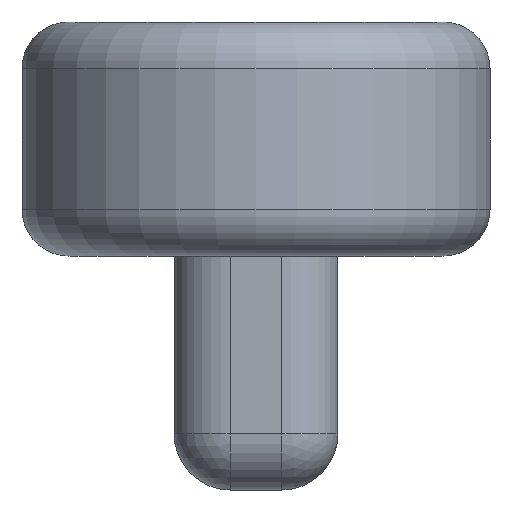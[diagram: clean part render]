
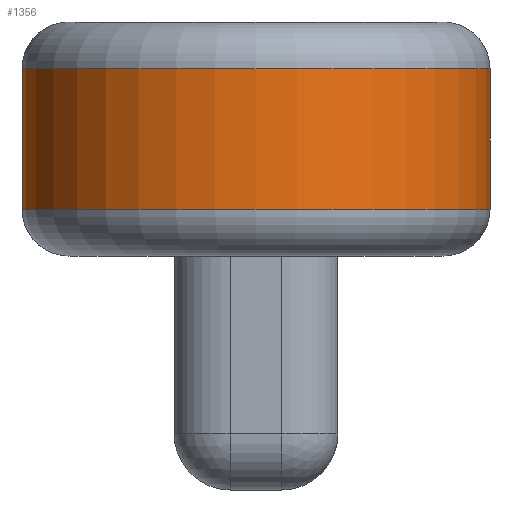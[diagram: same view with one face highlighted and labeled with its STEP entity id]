
A CAD part, front view. The second image highlights one B-rep face of the part: STEP entity #1356.
In plain terms, the highlighted cylindrical face has radius 5 mm (diameter 10 mm), a partial arc.
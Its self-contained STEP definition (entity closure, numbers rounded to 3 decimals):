
#45 = TOROIDAL_SURFACE('',#46,4.,1.);
#46 = AXIS2_PLACEMENT_3D('',#47,#48,#49);
#47 = CARTESIAN_POINT('',(-47.5,-23.625,-3.5));
#48 = DIRECTION('',(0.,-0.,1.));
#49 = DIRECTION('',(1.,0.,0.));
#494 = VERTEX_POINT('',#495);
#495 = CARTESIAN_POINT('',(-42.5,-23.625,-3.5));
#517 = VERTEX_POINT('',#518);
#518 = CARTESIAN_POINT('',(-52.5,-23.625,-3.5));
#538 = EDGE_CURVE('',#494,#517,#539,.T.);
#539 = SURFACE_CURVE('',#540,(#545,#552),.PCURVE_S1.);
#540 = CIRCLE('',#541,5.);
#541 = AXIS2_PLACEMENT_3D('',#542,#543,#544);
#542 = CARTESIAN_POINT('',(-47.5,-23.625,-3.5));
#543 = DIRECTION('',(0.,0.,-1.));
#544 = DIRECTION('',(1.,0.,0.));
#545 = PCURVE('',#45,#546);
#546 = DEFINITIONAL_REPRESENTATION('',(#547),#551);
#547 = LINE('',#548,#549);
#548 = CARTESIAN_POINT('',(-0.,6.283));
#549 = VECTOR('',#550,1.);
#550 = DIRECTION('',(-1.,0.));
#551 = ( GEOMETRIC_REPRESENTATION_CONTEXT(2) 
PARAMETRIC_REPRESENTATION_CONTEXT() REPRESENTATION_CONTEXT('2D SPACE',''
  ) );
#552 = PCURVE('',#553,#558);
#553 = CYLINDRICAL_SURFACE('',#554,5.);
#554 = AXIS2_PLACEMENT_3D('',#555,#556,#557);
#555 = CARTESIAN_POINT('',(-47.5,-23.625,0.5));
#556 = DIRECTION('',(0.,-0.,1.));
#557 = DIRECTION('',(-1.,0.,0.));
#558 = DEFINITIONAL_REPRESENTATION('',(#559),#563);
#559 = LINE('',#560,#561);
#560 = CARTESIAN_POINT('',(-3.142,-4.));
#561 = VECTOR('',#562,1.);
#562 = DIRECTION('',(-1.,0.));
#563 = ( GEOMETRIC_REPRESENTATION_CONTEXT(2) 
PARAMETRIC_REPRESENTATION_CONTEXT() REPRESENTATION_CONTEXT('2D SPACE',''
  ) );
#604 = PLANE('',#605);
#605 = AXIS2_PLACEMENT_3D('',#606,#607,#608);
#606 = CARTESIAN_POINT('',(-42.5,71.625,0.5));
#607 = DIRECTION('',(-1.,0.,0.));
#608 = DIRECTION('',(0.,-1.,0.));
#638 = PLANE('',#639);
#639 = AXIS2_PLACEMENT_3D('',#640,#641,#642);
#640 = CARTESIAN_POINT('',(-52.5,71.625,0.5));
#641 = DIRECTION('',(-1.,0.,0.));
#642 = DIRECTION('',(0.,-1.,0.));
#1356 = ADVANCED_FACE('',(#1357),#553,.T.);
#1357 = FACE_BOUND('',#1358,.F.);
#1358 = EDGE_LOOP('',(#1359,#1382,#1383,#1406));
#1359 = ORIENTED_EDGE('',*,*,#1360,.T.);
#1360 = EDGE_CURVE('',#1361,#494,#1363,.T.);
#1361 = VERTEX_POINT('',#1362);
#1362 = CARTESIAN_POINT('',(-42.5,-23.625,-0.5));
#1363 = SURFACE_CURVE('',#1364,(#1368,#1375),.PCURVE_S1.);
#1364 = LINE('',#1365,#1366);
#1365 = CARTESIAN_POINT('',(-42.5,-23.625,0.5));
#1366 = VECTOR('',#1367,1.);
#1367 = DIRECTION('',(0.,0.,-1.));
#1368 = PCURVE('',#553,#1369);
#1369 = DEFINITIONAL_REPRESENTATION('',(#1370),#1374);
#1370 = LINE('',#1371,#1372);
#1371 = CARTESIAN_POINT('',(-3.142,0.));
#1372 = VECTOR('',#1373,1.);
#1373 = DIRECTION('',(-0.,-1.));
#1374 = ( GEOMETRIC_REPRESENTATION_CONTEXT(2) 
PARAMETRIC_REPRESENTATION_CONTEXT() REPRESENTATION_CONTEXT('2D SPACE',''
  ) );
#1375 = PCURVE('',#604,#1376);
#1376 = DEFINITIONAL_REPRESENTATION('',(#1377),#1381);
#1377 = LINE('',#1378,#1379);
#1378 = CARTESIAN_POINT('',(95.25,0.));
#1379 = VECTOR('',#1380,1.);
#1380 = DIRECTION('',(0.,-1.));
#1381 = ( GEOMETRIC_REPRESENTATION_CONTEXT(2) 
PARAMETRIC_REPRESENTATION_CONTEXT() REPRESENTATION_CONTEXT('2D SPACE',''
  ) );
#1382 = ORIENTED_EDGE('',*,*,#538,.T.);
#1383 = ORIENTED_EDGE('',*,*,#1384,.F.);
#1384 = EDGE_CURVE('',#1385,#517,#1387,.T.);
#1385 = VERTEX_POINT('',#1386);
#1386 = CARTESIAN_POINT('',(-52.5,-23.625,-0.5));
#1387 = SURFACE_CURVE('',#1388,(#1392,#1399),.PCURVE_S1.);
#1388 = LINE('',#1389,#1390);
#1389 = CARTESIAN_POINT('',(-52.5,-23.625,0.5));
#1390 = VECTOR('',#1391,1.);
#1391 = DIRECTION('',(0.,0.,-1.));
#1392 = PCURVE('',#553,#1393);
#1393 = DEFINITIONAL_REPRESENTATION('',(#1394),#1398);
#1394 = LINE('',#1395,#1396);
#1395 = CARTESIAN_POINT('',(-6.283,0.));
#1396 = VECTOR('',#1397,1.);
#1397 = DIRECTION('',(-0.,-1.));
#1398 = ( GEOMETRIC_REPRESENTATION_CONTEXT(2) 
PARAMETRIC_REPRESENTATION_CONTEXT() REPRESENTATION_CONTEXT('2D SPACE',''
  ) );
#1399 = PCURVE('',#638,#1400);
#1400 = DEFINITIONAL_REPRESENTATION('',(#1401),#1405);
#1401 = LINE('',#1402,#1403);
#1402 = CARTESIAN_POINT('',(95.25,0.));
#1403 = VECTOR('',#1404,1.);
#1404 = DIRECTION('',(0.,-1.));
#1405 = ( GEOMETRIC_REPRESENTATION_CONTEXT(2) 
PARAMETRIC_REPRESENTATION_CONTEXT() REPRESENTATION_CONTEXT('2D SPACE',''
  ) );
#1406 = ORIENTED_EDGE('',*,*,#1407,.F.);
#1407 = EDGE_CURVE('',#1361,#1385,#1408,.T.);
#1408 = SURFACE_CURVE('',#1409,(#1414,#1421),.PCURVE_S1.);
#1409 = CIRCLE('',#1410,5.);
#1410 = AXIS2_PLACEMENT_3D('',#1411,#1412,#1413);
#1411 = CARTESIAN_POINT('',(-47.5,-23.625,-0.5));
#1412 = DIRECTION('',(0.,0.,-1.));
#1413 = DIRECTION('',(1.,0.,0.));
#1414 = PCURVE('',#553,#1415);
#1415 = DEFINITIONAL_REPRESENTATION('',(#1416),#1420);
#1416 = LINE('',#1417,#1418);
#1417 = CARTESIAN_POINT('',(-3.142,-1.));
#1418 = VECTOR('',#1419,1.);
#1419 = DIRECTION('',(-1.,0.));
#1420 = ( GEOMETRIC_REPRESENTATION_CONTEXT(2) 
PARAMETRIC_REPRESENTATION_CONTEXT() REPRESENTATION_CONTEXT('2D SPACE',''
  ) );
#1421 = PCURVE('',#1422,#1427);
#1422 = TOROIDAL_SURFACE('',#1423,4.,1.);
#1423 = AXIS2_PLACEMENT_3D('',#1424,#1425,#1426);
#1424 = CARTESIAN_POINT('',(-47.5,-23.625,-0.5));
#1425 = DIRECTION('',(0.,-0.,1.));
#1426 = DIRECTION('',(1.,0.,0.));
#1427 = DEFINITIONAL_REPRESENTATION('',(#1428),#1432);
#1428 = LINE('',#1429,#1430);
#1429 = CARTESIAN_POINT('',(-0.,0.));
#1430 = VECTOR('',#1431,1.);
#1431 = DIRECTION('',(-1.,0.));
#1432 = ( GEOMETRIC_REPRESENTATION_CONTEXT(2) 
PARAMETRIC_REPRESENTATION_CONTEXT() REPRESENTATION_CONTEXT('2D SPACE',''
  ) );
